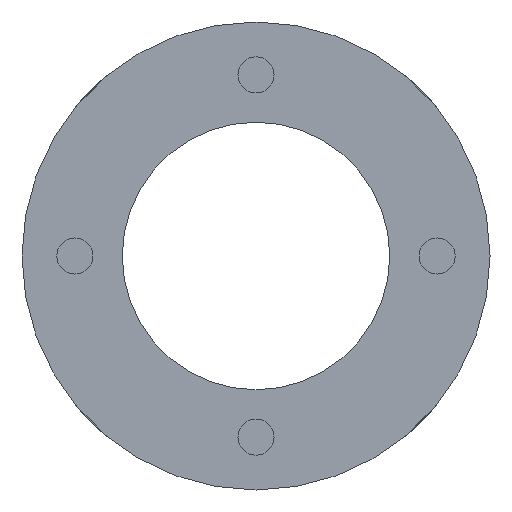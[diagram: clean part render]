
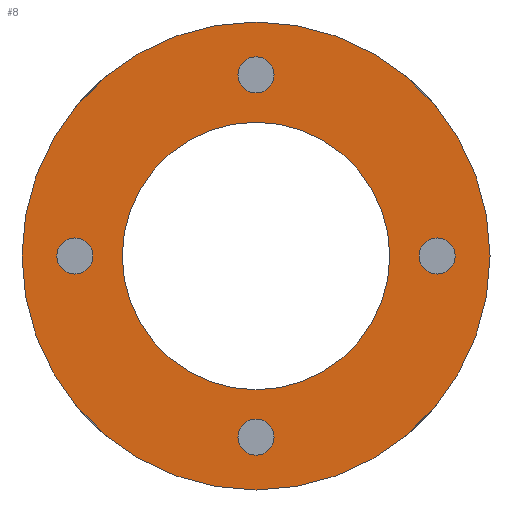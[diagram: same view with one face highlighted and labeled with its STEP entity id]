
A CAD part, left-side view. The second image highlights one B-rep face of the part: STEP entity #8.
In plain terms, the highlighted planar face has unit normal (-1, 0, 0).
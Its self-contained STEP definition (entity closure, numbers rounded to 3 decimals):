
#8 = ADVANCED_FACE ( 'NONE', ( #2259, #2262, #2257, #2254, #2260, #2263 ), #1337, .T. ) ;
#142 = CIRCLE ( 'NONE', #490, 1.621 ) ;
#153 = CIRCLE ( 'NONE', #977, 1.621 ) ;
#408 = EDGE_CURVE ( 'NONE', #2068, #2083, #2646, .T. ) ;
#415 = EDGE_CURVE ( 'NONE', #2018, #2047, #2660, .T. ) ;
#433 = EDGE_CURVE ( 'NONE', #1998, #2071, #2683, .T. ) ;
#445 = AXIS2_PLACEMENT_3D ( 'NONE', #1340, #1379, #1345 ) ;
#490 = AXIS2_PLACEMENT_3D ( 'NONE', #3184, #3187, #3188 ) ;
#624 = DIRECTION ( 'NONE',  ( 0., 0., -1. ) ) ;
#627 = DIRECTION ( 'NONE',  ( 1., 0., 0. ) ) ;
#628 = CARTESIAN_POINT ( 'NONE',  ( 0., 0., 0. ) ) ;
#785 = DIRECTION ( 'NONE',  ( 0., 0., 1. ) ) ;
#786 = DIRECTION ( 'NONE',  ( 1., 0., 0. ) ) ;
#787 = CARTESIAN_POINT ( 'NONE',  ( 0., 0., 16.25 ) ) ;
#799 = DIRECTION ( 'NONE',  ( 0., 0., 1. ) ) ;
#800 = DIRECTION ( 'NONE',  ( 1., 0., 0. ) ) ;
#801 = CARTESIAN_POINT ( 'NONE',  ( 0., -16.25, 0. ) ) ;
#880 = AXIS2_PLACEMENT_3D ( 'NONE', #801, #800, #799 ) ;
#882 = AXIS2_PLACEMENT_3D ( 'NONE', #787, #786, #785 ) ;
#892 = AXIS2_PLACEMENT_3D ( 'NONE', #1440, #1439, #1438 ) ;
#914 = AXIS2_PLACEMENT_3D ( 'NONE', #2402, #2401, #2400 ) ;
#924 = AXIS2_PLACEMENT_3D ( 'NONE', #628, #627, #624 ) ;
#927 = AXIS2_PLACEMENT_3D ( 'NONE', #2980, #2978, #2974 ) ;
#928 = AXIS2_PLACEMENT_3D ( 'NONE', #2973, #2972, #2971 ) ;
#929 = AXIS2_PLACEMENT_3D ( 'NONE', #2965, #2964, #2962 ) ;
#930 = AXIS2_PLACEMENT_3D ( 'NONE', #2959, #2958, #2957 ) ;
#935 = AXIS2_PLACEMENT_3D ( 'NONE', #2920, #2919, #2918 ) ;
#977 = AXIS2_PLACEMENT_3D ( 'NONE', #3205, #3220, #3206 ) ;
#1094 = EDGE_CURVE ( 'NONE', #3028, #3007, #2708, .T. ) ;
#1131 = EDGE_CURVE ( 'NONE', #3007, #3028, #2767, .T. ) ;
#1139 = EDGE_CURVE ( 'NONE', #2071, #1998, #2777, .T. ) ;
#1140 = EDGE_CURVE ( 'NONE', #1548, #1573, #2778, .T. ) ;
#1141 = EDGE_CURVE ( 'NONE', #1946, #1599, #2772, .T. ) ;
#1142 = EDGE_CURVE ( 'NONE', #2083, #2068, #2779, .T. ) ;
#1149 = EDGE_CURVE ( 'NONE', #2047, #2018, #2788, .T. ) ;
#1205 = EDGE_CURVE ( 'NONE', #1573, #1548, #142, .T. ) ;
#1211 = EDGE_CURVE ( 'NONE', #1599, #1946, #153, .T. ) ;
#1337 = PLANE ( 'NONE',  #445 ) ;
#1340 = CARTESIAN_POINT ( 'NONE',  ( 0., 16.5, 0. ) ) ;
#1345 = DIRECTION ( 'NONE',  ( 0., 0., 1. ) ) ;
#1379 = DIRECTION ( 'NONE',  ( -1., 0., 0. ) ) ;
#1438 = DIRECTION ( 'NONE',  ( 0., 0., -1. ) ) ;
#1439 = DIRECTION ( 'NONE',  ( 1., 0., 0. ) ) ;
#1440 = CARTESIAN_POINT ( 'NONE',  ( 0., 0., 0. ) ) ;
#1504 = ORIENTED_EDGE ( 'NONE', *, *, #1140, .T. ) ;
#1509 = ORIENTED_EDGE ( 'NONE', *, *, #1139, .T. ) ;
#1511 = ORIENTED_EDGE ( 'NONE', *, *, #1205, .T. ) ;
#1522 = ORIENTED_EDGE ( 'NONE', *, *, #1211, .T. ) ;
#1532 = ORIENTED_EDGE ( 'NONE', *, *, #408, .T. ) ;
#1534 = ORIENTED_EDGE ( 'NONE', *, *, #1131, .F. ) ;
#1536 = ORIENTED_EDGE ( 'NONE', *, *, #1094, .F. ) ;
#1539 = ORIENTED_EDGE ( 'NONE', *, *, #1149, .T. ) ;
#1545 = ORIENTED_EDGE ( 'NONE', *, *, #1141, .T. ) ;
#1548 = VERTEX_POINT ( 'NONE', #3112 ) ;
#1550 = ORIENTED_EDGE ( 'NONE', *, *, #433, .T. ) ;
#1552 = ORIENTED_EDGE ( 'NONE', *, *, #1142, .T. ) ;
#1573 = VERTEX_POINT ( 'NONE', #3511 ) ;
#1599 = VERTEX_POINT ( 'NONE', #3497 ) ;
#1600 = ORIENTED_EDGE ( 'NONE', *, *, #415, .T. ) ;
#1946 = VERTEX_POINT ( 'NONE', #3428 ) ;
#1998 = VERTEX_POINT ( 'NONE', #3361 ) ;
#2018 = VERTEX_POINT ( 'NONE', #3357 ) ;
#2047 = VERTEX_POINT ( 'NONE', #3344 ) ;
#2068 = VERTEX_POINT ( 'NONE', #3341 ) ;
#2071 = VERTEX_POINT ( 'NONE', #3340 ) ;
#2083 = VERTEX_POINT ( 'NONE', #3331 ) ;
#2125 = EDGE_LOOP ( 'NONE', ( #1511, #1504 ) ) ;
#2225 = EDGE_LOOP ( 'NONE', ( #1600, #1539 ) ) ;
#2226 = EDGE_LOOP ( 'NONE', ( #1522, #1545 ) ) ;
#2227 = EDGE_LOOP ( 'NONE', ( #1532, #1552 ) ) ;
#2229 = EDGE_LOOP ( 'NONE', ( #1509, #1550 ) ) ;
#2230 = EDGE_LOOP ( 'NONE', ( #1536, #1534 ) ) ;
#2254 = FACE_BOUND ( 'NONE', #2125, .T. ) ;
#2257 = FACE_BOUND ( 'NONE', #2227, .T. ) ;
#2259 = FACE_BOUND ( 'NONE', #2229, .T. ) ;
#2260 = FACE_BOUND ( 'NONE', #2226, .T. ) ;
#2262 = FACE_BOUND ( 'NONE', #2225, .T. ) ;
#2263 = FACE_OUTER_BOUND ( 'NONE', #2230, .T. ) ;
#2400 = DIRECTION ( 'NONE',  ( 0., 0., -1. ) ) ;
#2401 = DIRECTION ( 'NONE',  ( 1., 0., 0. ) ) ;
#2402 = CARTESIAN_POINT ( 'NONE',  ( 0., 0., 0. ) ) ;
#2646 = CIRCLE ( 'NONE', #880, 1.621 ) ;
#2660 = CIRCLE ( 'NONE', #882, 1.621 ) ;
#2683 = CIRCLE ( 'NONE', #892, 12. ) ;
#2708 = CIRCLE ( 'NONE', #914, 21. ) ;
#2767 = CIRCLE ( 'NONE', #924, 21. ) ;
#2772 = CIRCLE ( 'NONE', #929, 1.621 ) ;
#2777 = CIRCLE ( 'NONE', #927, 12. ) ;
#2778 = CIRCLE ( 'NONE', #928, 1.621 ) ;
#2779 = CIRCLE ( 'NONE', #930, 1.621 ) ;
#2788 = CIRCLE ( 'NONE', #935, 1.621 ) ;
#2918 = DIRECTION ( 'NONE',  ( 0., 0., 1. ) ) ;
#2919 = DIRECTION ( 'NONE',  ( 1., 0., 0. ) ) ;
#2920 = CARTESIAN_POINT ( 'NONE',  ( 0., 0., 16.25 ) ) ;
#2957 = DIRECTION ( 'NONE',  ( 0., 0., 1. ) ) ;
#2958 = DIRECTION ( 'NONE',  ( 1., 0., 0. ) ) ;
#2959 = CARTESIAN_POINT ( 'NONE',  ( 0., -16.25, 0. ) ) ;
#2962 = DIRECTION ( 'NONE',  ( 0., 0., 1. ) ) ;
#2964 = DIRECTION ( 'NONE',  ( 1., 0., 0. ) ) ;
#2965 = CARTESIAN_POINT ( 'NONE',  ( 0., 16.25, 0. ) ) ;
#2971 = DIRECTION ( 'NONE',  ( 0., 0., 1. ) ) ;
#2972 = DIRECTION ( 'NONE',  ( 1., 0., 0. ) ) ;
#2973 = CARTESIAN_POINT ( 'NONE',  ( 0., 0., -16.25 ) ) ;
#2974 = DIRECTION ( 'NONE',  ( 0., 0., -1. ) ) ;
#2978 = DIRECTION ( 'NONE',  ( 1., 0., 0. ) ) ;
#2980 = CARTESIAN_POINT ( 'NONE',  ( 0., 0., 0. ) ) ;
#3007 = VERTEX_POINT ( 'NONE', #3212 ) ;
#3028 = VERTEX_POINT ( 'NONE', #3185 ) ;
#3112 = CARTESIAN_POINT ( 'NONE',  ( 0., 0., -17.871 ) ) ;
#3184 = CARTESIAN_POINT ( 'NONE',  ( 0., 0., -16.25 ) ) ;
#3185 = CARTESIAN_POINT ( 'NONE',  ( 0., 0., -21. ) ) ;
#3187 = DIRECTION ( 'NONE',  ( 1., 0., 0. ) ) ;
#3188 = DIRECTION ( 'NONE',  ( 0., 0., 1. ) ) ;
#3205 = CARTESIAN_POINT ( 'NONE',  ( 0., 16.25, 0. ) ) ;
#3206 = DIRECTION ( 'NONE',  ( 0., 0., 1. ) ) ;
#3212 = CARTESIAN_POINT ( 'NONE',  ( 0., 0., 21. ) ) ;
#3220 = DIRECTION ( 'NONE',  ( 1., 0., 0. ) ) ;
#3331 = CARTESIAN_POINT ( 'NONE',  ( 0., -16.25, -1.621 ) ) ;
#3340 = CARTESIAN_POINT ( 'NONE',  ( 0., 0., -12. ) ) ;
#3341 = CARTESIAN_POINT ( 'NONE',  ( 0., -16.25, 1.621 ) ) ;
#3344 = CARTESIAN_POINT ( 'NONE',  ( 0., 0., 14.629 ) ) ;
#3357 = CARTESIAN_POINT ( 'NONE',  ( 0., 0., 17.871 ) ) ;
#3361 = CARTESIAN_POINT ( 'NONE',  ( 0., 0., 12. ) ) ;
#3428 = CARTESIAN_POINT ( 'NONE',  ( 0., 16.25, -1.621 ) ) ;
#3497 = CARTESIAN_POINT ( 'NONE',  ( 0., 16.25, 1.621 ) ) ;
#3511 = CARTESIAN_POINT ( 'NONE',  ( 0., 0., -14.629 ) ) ;
